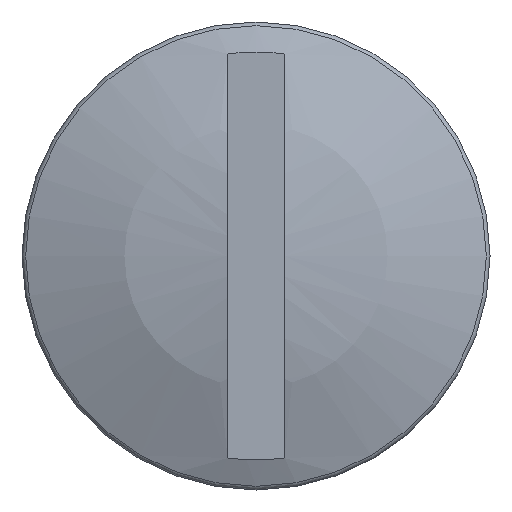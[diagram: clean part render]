
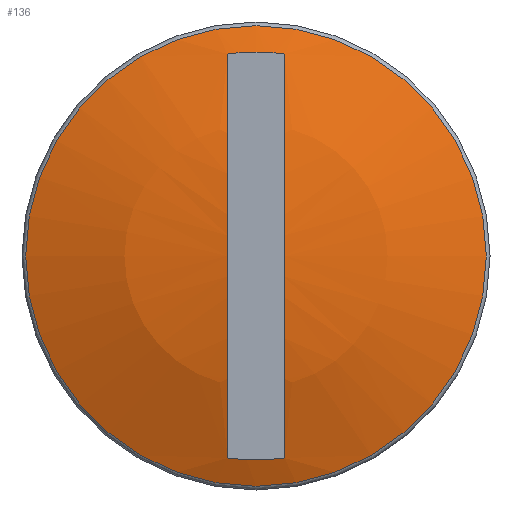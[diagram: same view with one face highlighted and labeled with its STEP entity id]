
A CAD part, front view. The second image highlights one B-rep face of the part: STEP entity #136.
In plain terms, the highlighted spherical face has radius 23.208 mm.
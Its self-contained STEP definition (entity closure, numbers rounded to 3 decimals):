
#25=SPHERICAL_SURFACE('',#165,23.208);
#40=ORIENTED_EDGE('',*,*,#63,.F.);
#41=ORIENTED_EDGE('',*,*,#64,.T.);
#42=ORIENTED_EDGE('',*,*,#65,.F.);
#43=ORIENTED_EDGE('',*,*,#66,.T.);
#44=ORIENTED_EDGE('',*,*,#67,.T.);
#63=EDGE_CURVE('',#76,#77,#87,.F.);
#64=EDGE_CURVE('',#76,#78,#88,.F.);
#65=EDGE_CURVE('',#79,#78,#89,.F.);
#66=EDGE_CURVE('',#79,#77,#90,.F.);
#67=EDGE_CURVE('',#80,#80,#91,.F.);
#76=VERTEX_POINT('',#243);
#77=VERTEX_POINT('',#244);
#78=VERTEX_POINT('',#246);
#79=VERTEX_POINT('',#248);
#80=VERTEX_POINT('',#251);
#87=CIRCLE('',#166,8.216);
#88=CIRCLE('',#167,23.179);
#89=CIRCLE('',#168,8.216);
#90=CIRCLE('',#169,23.179);
#91=CIRCLE('',#170,9.275);
#101=EDGE_LOOP('',(#40,#41,#42,#43));
#102=EDGE_LOOP('',(#44));
#119=FACE_BOUND('',#101,.T.);
#120=FACE_BOUND('',#102,.T.);
#136=ADVANCED_FACE('',(#119,#120),#25,.T.);
#165=AXIS2_PLACEMENT_3D('',#241,#198,#199);
#166=AXIS2_PLACEMENT_3D('',#242,#200,#201);
#167=AXIS2_PLACEMENT_3D('',#245,#202,#203);
#168=AXIS2_PLACEMENT_3D('',#247,#204,#205);
#169=AXIS2_PLACEMENT_3D('',#249,#206,#207);
#170=AXIS2_PLACEMENT_3D('',#250,#208,#209);
#198=DIRECTION('',(0.,-1.,0.));
#199=DIRECTION('',(0.,0.,1.));
#200=DIRECTION('',(0.,1.,0.));
#201=DIRECTION('',(0.,0.,1.));
#202=DIRECTION('',(1.,0.,0.));
#203=DIRECTION('',(0.,0.,-1.));
#204=DIRECTION('',(0.,1.,0.));
#205=DIRECTION('',(0.,0.,1.));
#206=DIRECTION('',(-1.,0.,0.));
#207=DIRECTION('',(0.,0.,1.));
#208=DIRECTION('',(0.,1.,0.));
#209=DIRECTION('',(0.,0.,1.));
#241=CARTESIAN_POINT('',(0.,-11.792,0.));
#242=CARTESIAN_POINT('',(0.,-33.497,0.));
#243=CARTESIAN_POINT('',(-1.15,-33.497,-8.135));
#244=CARTESIAN_POINT('',(1.15,-33.497,-8.135));
#245=CARTESIAN_POINT('',(-1.15,-11.792,0.));
#246=CARTESIAN_POINT('',(-1.15,-33.497,8.135));
#247=CARTESIAN_POINT('',(0.,-33.497,0.));
#248=CARTESIAN_POINT('',(1.15,-33.497,8.135));
#249=CARTESIAN_POINT('',(1.15,-11.792,0.));
#250=CARTESIAN_POINT('',(0.,-33.066,0.));
#251=CARTESIAN_POINT('',(0.,-33.066,9.275));
